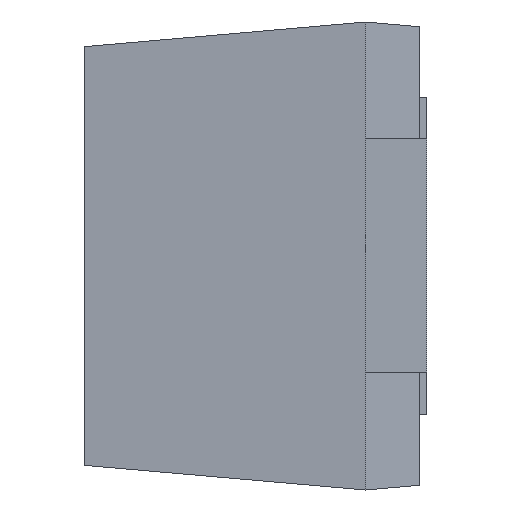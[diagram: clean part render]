
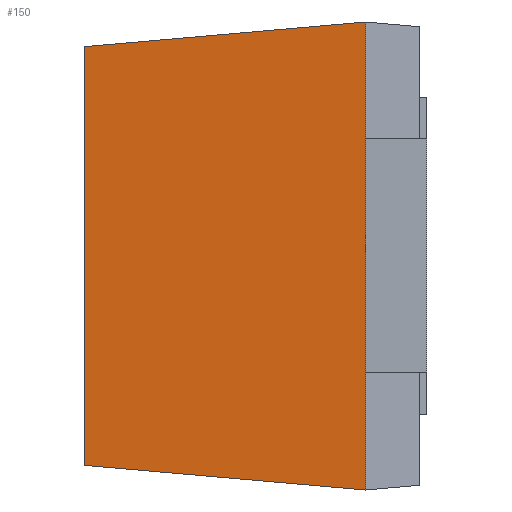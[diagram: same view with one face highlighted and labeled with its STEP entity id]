
A CAD part, left-side view. The second image highlights one B-rep face of the part: STEP entity #150.
In plain terms, the highlighted planar face has unit normal (-0.996, 0.087, 0).
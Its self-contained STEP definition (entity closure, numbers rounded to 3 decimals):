
#150=ADVANCED_FACE('',(#186),#185,.F.);
#185=PLANE('',#443);
#186=FACE_OUTER_BOUND('',#444,.T.);
#440=CARTESIAN_POINT('',(-1.107,0.092,-0.78));
#441=DIRECTION('',(0.996,-0.087,0.));
#442=DIRECTION('',(0.087,0.996,0.));
#443=AXIS2_PLACEMENT_3D('',#440,#441,#442);
#444=EDGE_LOOP('',(#569,#570,#571,#572));
#569=ORIENTED_EDGE('',*,*,#681,.T.);
#570=ORIENTED_EDGE('',*,*,#682,.T.);
#571=ORIENTED_EDGE('',*,*,#677,.F.);
#572=ORIENTED_EDGE('',*,*,#683,.F.);
#677=EDGE_CURVE('',#733,#734,#735,.T.);
#681=EDGE_CURVE('',#761,#762,#763,.T.);
#682=EDGE_CURVE('',#762,#734,#769,.T.);
#683=EDGE_CURVE('',#761,#733,#775,.T.);
#733=VERTEX_POINT('',#1105);
#734=VERTEX_POINT('',#1106);
#735=LINE('',#1107,#1108);
#761=VERTEX_POINT('',#1121);
#762=VERTEX_POINT('',#1122);
#763=LINE('',#1123,#1124);
#769=LINE('',#1126,#1127);
#775=LINE('',#1129,#1130);
#1105=CARTESIAN_POINT('',(-1.1,0.17,0.65));
#1106=CARTESIAN_POINT('',(-1.1,0.17,-0.65));
#1107=CARTESIAN_POINT('',(-1.1,0.17,0.65));
#1108=VECTOR('',#1109,1.3);
#1109=DIRECTION('',(0.,0.,-1.));
#1121=CARTESIAN_POINT('',(-1.032,0.95,0.582));
#1122=CARTESIAN_POINT('',(-1.032,0.95,-0.582));
#1123=CARTESIAN_POINT('',(-1.032,0.95,0.582));
#1124=VECTOR('',#1125,1.164);
#1125=DIRECTION('',(0.,0.,-1.));
#1126=CARTESIAN_POINT('',(-1.032,0.95,-0.582));
#1127=VECTOR('',#1128,0.786);
#1128=DIRECTION('',(-0.087,-0.992,-0.087));
#1129=CARTESIAN_POINT('',(-1.032,0.95,0.582));
#1130=VECTOR('',#1131,0.786);
#1131=DIRECTION('',(-0.087,-0.992,0.087));
